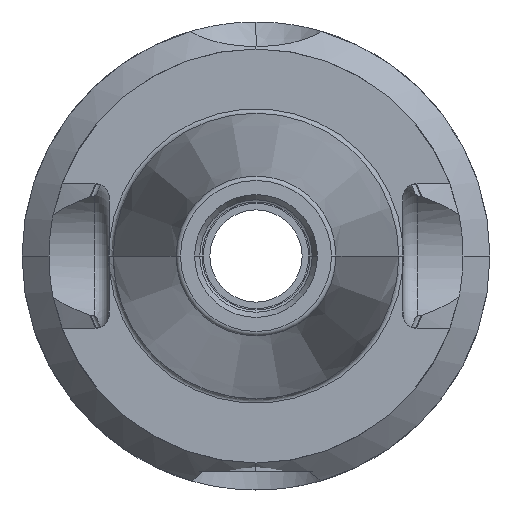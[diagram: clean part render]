
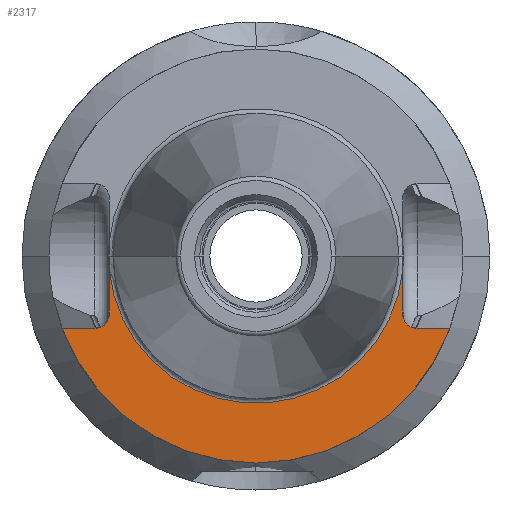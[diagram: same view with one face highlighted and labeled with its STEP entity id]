
A CAD part, left-side view. The second image highlights one B-rep face of the part: STEP entity #2317.
In plain terms, the highlighted planar face has unit normal (-1, 0, 0).
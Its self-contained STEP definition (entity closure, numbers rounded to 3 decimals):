
#648=DIRECTION('',(0.,1.,0.));
#649=VECTOR('',#648,3.645);
#650=CARTESIAN_POINT('',(2.,-21.545,-8.05));
#651=LINE('',#650,#649);
#652=DIRECTION('',(0.,-1.,0.));
#653=VECTOR('',#652,3.645);
#654=CARTESIAN_POINT('',(2.,21.545,-8.05));
#655=LINE('',#654,#653);
#656=CARTESIAN_POINT('',(2.,17.9,-6.45));
#657=DIRECTION('',(1.,0.,0.));
#658=DIRECTION('',(0.,-1.,0.));
#659=AXIS2_PLACEMENT_3D('',#656,#657,#658);
#661=DIRECTION('',(0.,0.,-1.));
#662=VECTOR('',#661,4.885);
#663=CARTESIAN_POINT('',(2.,16.3,-1.565));
#664=LINE('',#663,#662);
#665=CARTESIAN_POINT('',(2.,0.,0.));
#666=DIRECTION('',(-1.,0.,0.));
#667=DIRECTION('',(0.,0.995,-0.096));
#668=AXIS2_PLACEMENT_3D('',#665,#666,#667);
#670=DIRECTION('',(0.,0.,1.));
#671=VECTOR('',#670,4.885);
#672=CARTESIAN_POINT('',(2.,-16.3,-6.45));
#673=LINE('',#672,#671);
#674=CARTESIAN_POINT('',(2.,-17.9,-6.45));
#675=DIRECTION('',(1.,0.,0.));
#676=DIRECTION('',(0.,0.,-1.));
#677=AXIS2_PLACEMENT_3D('',#674,#675,#676);
#718=CARTESIAN_POINT('',(2.,0.,0.));
#719=DIRECTION('',(-1.,0.,0.));
#720=DIRECTION('',(0.,0.937,-0.35));
#721=AXIS2_PLACEMENT_3D('',#718,#719,#720);
#1321=CARTESIAN_POINT('',(2.,21.545,-8.05));
#1323=VERTEX_POINT('',#1321);
#1330=CARTESIAN_POINT('',(2.,16.3,-1.565));
#1331=CARTESIAN_POINT('',(2.,16.3,-6.45));
#1332=VERTEX_POINT('',#1330);
#1333=VERTEX_POINT('',#1331);
#1334=CARTESIAN_POINT('',(2.,17.9,-8.05));
#1335=VERTEX_POINT('',#1334);
#1371=CARTESIAN_POINT('',(2.,-21.545,-8.05));
#1373=VERTEX_POINT('',#1371);
#1380=CARTESIAN_POINT('',(2.,-17.9,-8.05));
#1381=VERTEX_POINT('',#1380);
#1382=CARTESIAN_POINT('',(2.,-16.3,-6.45));
#1383=VERTEX_POINT('',#1382);
#1384=CARTESIAN_POINT('',(2.,-16.3,-1.565));
#1385=VERTEX_POINT('',#1384);
#2296=CARTESIAN_POINT('',(2.,0.,0.));
#2297=DIRECTION('',(-1.,0.,0.));
#2298=DIRECTION('',(0.,1.,0.));
#2299=AXIS2_PLACEMENT_3D('',#2296,#2297,#2298);
#2300=PLANE('',#2299);
#2302=ORIENTED_EDGE('',*,*,#2301,.F.);
#2304=ORIENTED_EDGE('',*,*,#2303,.F.);
#2306=ORIENTED_EDGE('',*,*,#2305,.T.);
#2308=ORIENTED_EDGE('',*,*,#2307,.F.);
#2309=ORIENTED_EDGE('',*,*,#2285,.F.);
#2310=ORIENTED_EDGE('',*,*,#2211,.T.);
#2312=ORIENTED_EDGE('',*,*,#2311,.F.);
#2314=ORIENTED_EDGE('',*,*,#2313,.F.);
#2315=EDGE_LOOP('',(#2302,#2304,#2306,#2308,#2309,#2310,#2312,#2314));
#2316=FACE_OUTER_BOUND('',#2315,.F.);
#2317=ADVANCED_FACE('',(#2316),#2300,.T.);
#660=CIRCLE('',#659,1.6);
#669=CIRCLE('',#668,16.375);
#678=CIRCLE('',#677,1.6);
#722=CIRCLE('',#721,23.);
#2211=EDGE_CURVE('',#1332,#1385,#669,.T.);
#2285=EDGE_CURVE('',#1332,#1333,#664,.T.);
#2301=EDGE_CURVE('',#1373,#1381,#651,.T.);
#2303=EDGE_CURVE('',#1323,#1373,#722,.T.);
#2305=EDGE_CURVE('',#1323,#1335,#655,.T.);
#2307=EDGE_CURVE('',#1333,#1335,#660,.T.);
#2311=EDGE_CURVE('',#1383,#1385,#673,.T.);
#2313=EDGE_CURVE('',#1381,#1383,#678,.T.);
